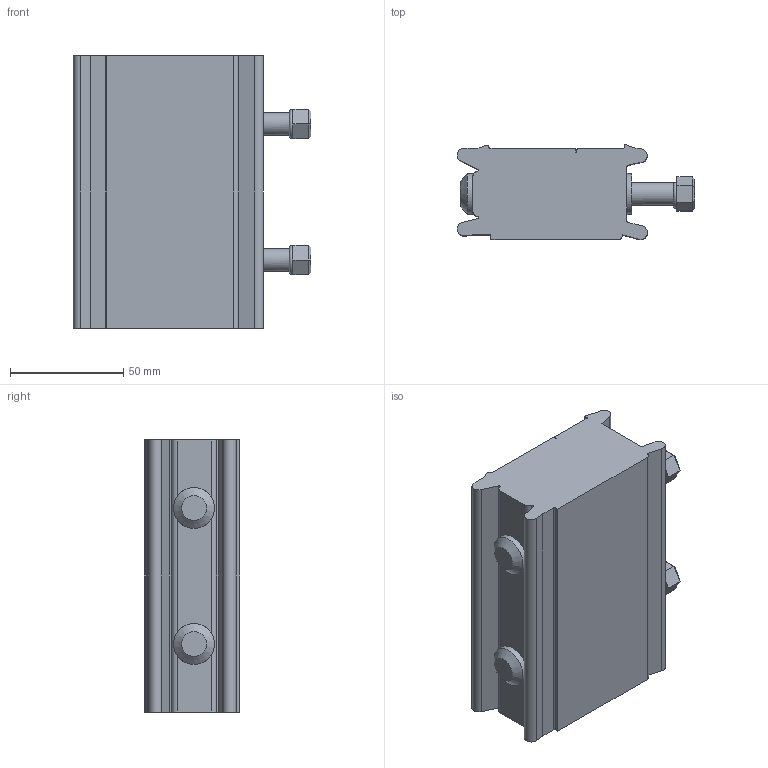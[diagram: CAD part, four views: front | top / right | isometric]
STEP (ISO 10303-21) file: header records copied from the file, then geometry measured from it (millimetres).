
FILE_DESCRIPTION(/* description */ (''),/* implementation_level */ '2;1');
FILE_NAME(/* name */ 'Wedge 120.stp',/* time_stamp */ '2024-10-02T08:02:46+02:00',/* author */ ('se-marfre'),/* organization */ (''),/* preprocessor_version */ 'ST-DEVELOPER v19.2',/* originating_system */ 'Autodesk Inventor 2023',/* authorisation */ '');
FILE_SCHEMA (('AUTOMOTIVE_DESIGN { 1 0 10303 214 3 1 1 }'));
Length unit declared in the file: millimetre
Products named in the file (1): Wedge 120
Bounding box: 104.98 x 41.95 x 120 mm (x, y, z)
Volume: 356092.2 mm3; surface area: 42086.3 mm2
Topology: 1 solids, 1 shells, 96 faces, 244 edges, 156 vertices
Faces by surface type: plane 64, cylinder 26, torus 4, cone 2
Full cylindrical faces by diameter (mm): 10 x2, 18 x4
Entity records: 3058 total; most frequent: DIRECTION 524, CARTESIAN_POINT 499, ORIENTED_EDGE 492, EDGE_CURVE 246, AXIS2_PLACEMENT_3D 181, LINE 162, VECTOR 162, VERTEX_POINT 156
